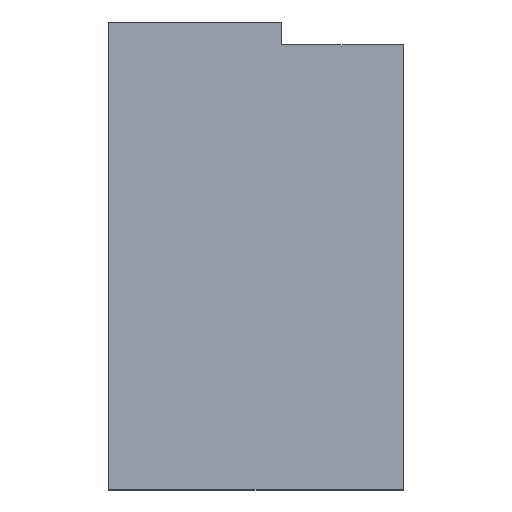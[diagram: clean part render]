
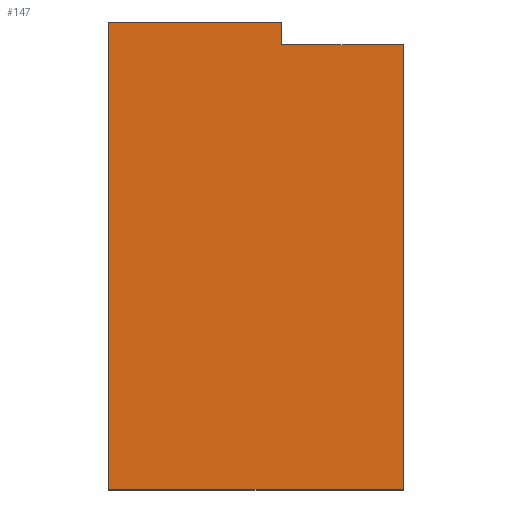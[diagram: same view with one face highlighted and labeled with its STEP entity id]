
A CAD part, top view. The second image highlights one B-rep face of the part: STEP entity #147.
In plain terms, the highlighted planar face has unit normal (0, 0, 1).
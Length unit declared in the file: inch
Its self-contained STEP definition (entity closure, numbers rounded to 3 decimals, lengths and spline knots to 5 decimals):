
#21=FACE_OUTER_BOUND('',#29,.T.);
#29=EDGE_LOOP('',(#123,#124,#125,#126,#127,#128));
#31=LINE('',#217,#49);
#37=LINE('',#228,#55);
#42=LINE('',#240,#60);
#45=LINE('',#245,#63);
#47=LINE('',#248,#65);
#48=LINE('',#250,#66);
#49=VECTOR('',#181,39.37008);
#55=VECTOR('',#189,39.37008);
#60=VECTOR('',#198,39.37008);
#63=VECTOR('',#203,39.37008);
#65=VECTOR('',#207,39.37008);
#66=VECTOR('',#210,39.37008);
#67=VERTEX_POINT('',#215);
#68=VERTEX_POINT('',#216);
#72=VERTEX_POINT('',#226);
#76=VERTEX_POINT('',#238);
#77=VERTEX_POINT('',#239);
#78=VERTEX_POINT('',#244);
#79=EDGE_CURVE('',#67,#68,#31,.T.);
#85=EDGE_CURVE('',#68,#72,#37,.T.);
#90=EDGE_CURVE('',#76,#77,#42,.T.);
#93=EDGE_CURVE('',#78,#67,#45,.T.);
#95=EDGE_CURVE('',#78,#77,#47,.T.);
#96=EDGE_CURVE('',#76,#72,#48,.T.);
#123=ORIENTED_EDGE('',*,*,#96,.F.);
#124=ORIENTED_EDGE('',*,*,#90,.T.);
#125=ORIENTED_EDGE('',*,*,#95,.F.);
#126=ORIENTED_EDGE('',*,*,#93,.T.);
#127=ORIENTED_EDGE('',*,*,#79,.T.);
#128=ORIENTED_EDGE('',*,*,#85,.T.);
#139=PLANE('',#175);
#147=ADVANCED_FACE('',(#21),#139,.T.);
#175=AXIS2_PLACEMENT_3D('',#249,#208,#209);
#181=DIRECTION('',(0.,1.,0.));
#189=DIRECTION('',(-1.,0.,0.));
#198=DIRECTION('',(1.,0.,0.));
#203=DIRECTION('',(-1.,0.,0.));
#207=DIRECTION('',(0.,-1.,0.));
#208=DIRECTION('center_axis',(0.,0.,1.));
#209=DIRECTION('ref_axis',(1.,0.,0.));
#210=DIRECTION('',(0.,1.,0.));
#215=CARTESIAN_POINT('',(-10.75,52.,3.5));
#216=CARTESIAN_POINT('',(-10.75,54.,3.5));
#217=CARTESIAN_POINT('',(-10.75,53.,3.5));
#226=CARTESIAN_POINT('',(-26.,54.,3.5));
#228=CARTESIAN_POINT('',(-31.375,54.,3.5));
#238=CARTESIAN_POINT('',(-26.,12.75,3.5));
#239=CARTESIAN_POINT('',(0.,12.75,3.5));
#240=CARTESIAN_POINT('',(-26.,12.75,3.5));
#244=CARTESIAN_POINT('',(0.,52.,3.5));
#245=CARTESIAN_POINT('',(-5.375,52.,3.5));
#248=CARTESIAN_POINT('',(0.,32.375,3.5));
#249=CARTESIAN_POINT('Origin',(0.,26.,3.5));
#250=CARTESIAN_POINT('',(-26.,26.,3.5));
